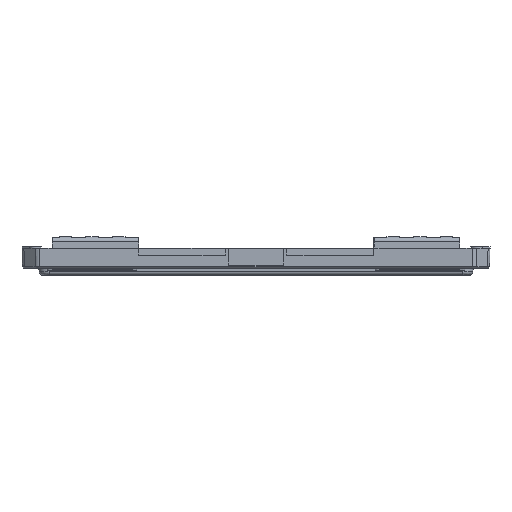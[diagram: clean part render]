
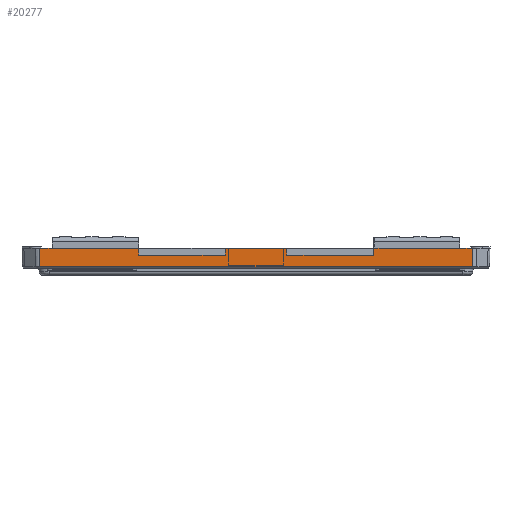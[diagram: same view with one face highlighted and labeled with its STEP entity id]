
A CAD part, left-side view. The second image highlights one B-rep face of the part: STEP entity #20277.
In plain terms, the highlighted planar face has unit normal (-1, 0, -0.018).
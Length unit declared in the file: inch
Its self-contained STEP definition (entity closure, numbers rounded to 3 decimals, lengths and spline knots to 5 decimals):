
#212 = VECTOR ( 'NONE', #9816, 39.37008 ) ;
#267 = VERTEX_POINT ( 'NONE', #11886 ) ;
#693 = CARTESIAN_POINT ( 'NONE',  ( -7.98, 1.15509, 1. ) ) ;
#726 = CARTESIAN_POINT ( 'NONE',  ( -7.97564, 4.4115, 0.75 ) ) ;
#961 = CARTESIAN_POINT ( 'NONE',  ( -7.98, 8.23, 1. ) ) ;
#1547 = CARTESIAN_POINT ( 'NONE',  ( -7.98, 7.6615, 1. ) ) ;
#1626 = VECTOR ( 'NONE', #7964, 39.37008 ) ;
#1653 = LINE ( 'NONE', #8806, #10628 ) ;
#1692 = VECTOR ( 'NONE', #14994, 39.37008 ) ;
#1814 = LINE ( 'NONE', #17672, #17187 ) ;
#2439 = VECTOR ( 'NONE', #4060, 39.37008 ) ;
#2829 = VECTOR ( 'NONE', #13768, 39.37008 ) ;
#3456 = VERTEX_POINT ( 'NONE', #10284 ) ;
#3713 = CARTESIAN_POINT ( 'NONE',  ( -7.98, 8.23, 1. ) ) ;
#3772 = DIRECTION ( 'NONE',  ( 0.017, 0.007, -1. ) ) ;
#3847 = EDGE_CURVE ( 'NONE', #3456, #21050, #19398, .T. ) ;
#4060 = DIRECTION ( 'NONE',  ( 0., 1., 0. ) ) ;
#4104 = DIRECTION ( 'NONE',  ( 0., 1., 0. ) ) ;
#4222 = LINE ( 'NONE', #20167, #5582 ) ;
#4314 = LINE ( 'NONE', #15107, #7833 ) ;
#5077 = LINE ( 'NONE', #12220, #15203 ) ;
#5114 = EDGE_CURVE ( 'NONE', #8243, #20415, #10903, .T. ) ;
#5430 = EDGE_CURVE ( 'NONE', #20156, #267, #1653, .T. ) ;
#5452 = VERTEX_POINT ( 'NONE', #693 ) ;
#5582 = VECTOR ( 'NONE', #4104, 39.37008 ) ;
#5777 = VECTOR ( 'NONE', #23026, 39.37008 ) ;
#5854 = CARTESIAN_POINT ( 'NONE',  ( -7.97835, -4.42287, 0.90532 ) ) ;
#6219 = CARTESIAN_POINT ( 'NONE',  ( -7.98, 8.23, 1. ) ) ;
#6227 = ORIENTED_EDGE ( 'NONE', *, *, #5114, .T. ) ;
#6375 = ORIENTED_EDGE ( 'NONE', *, *, #5430, .T. ) ;
#6615 = CARTESIAN_POINT ( 'NONE',  ( -7.98, 1.15509, 1. ) ) ;
#6732 = CARTESIAN_POINT ( 'NONE',  ( -7.98, 8.12646, 1. ) ) ;
#7025 = ORIENTED_EDGE ( 'NONE', *, *, #17842, .T. ) ;
#7492 = CARTESIAN_POINT ( 'NONE',  ( -7.96796, -8.12147, 0.30999 ) ) ;
#7515 = CARTESIAN_POINT ( 'NONE',  ( -7.98, 8.23, 1. ) ) ;
#7589 = CARTESIAN_POINT ( 'NONE',  ( -7.97564, 8.23, 0.75 ) ) ;
#7752 = VERTEX_POINT ( 'NONE', #18642 ) ;
#7829 = EDGE_CURVE ( 'NONE', #13811, #8243, #16519, .T. ) ;
#7833 = VECTOR ( 'NONE', #9697, 39.37008 ) ;
#7964 = DIRECTION ( 'NONE',  ( -0.017, 0., 1. ) ) ;
#8243 = VERTEX_POINT ( 'NONE', #726 ) ;
#8314 = PLANE ( 'NONE',  #12697 ) ;
#8806 = CARTESIAN_POINT ( 'NONE',  ( -7.97564, 8.23, 0.75 ) ) ;
#9697 = DIRECTION ( 'NONE',  ( -0.017, 0.017, 1. ) ) ;
#9816 = DIRECTION ( 'NONE',  ( 0., 1., 0. ) ) ;
#9926 = VERTEX_POINT ( 'NONE', #1547 ) ;
#10284 = CARTESIAN_POINT ( 'NONE',  ( -7.98, 8.12646, 1. ) ) ;
#10614 = DIRECTION ( 'NONE',  ( 0., 1., 0. ) ) ;
#10628 = VECTOR ( 'NONE', #23108, 39.37008 ) ;
#10688 = ORIENTED_EDGE ( 'NONE', *, *, #11890, .T. ) ;
#10701 = CARTESIAN_POINT ( 'NONE',  ( -7.98, -7.6515, 1. ) ) ;
#10903 = LINE ( 'NONE', #18188, #1626 ) ;
#11359 = CARTESIAN_POINT ( 'NONE',  ( -7.98, -4.42808, 1. ) ) ;
#11374 = CARTESIAN_POINT ( 'NONE',  ( -7.98, 4.4115, 1. ) ) ;
#11628 = VERTEX_POINT ( 'NONE', #19108 ) ;
#11886 = CARTESIAN_POINT ( 'NONE',  ( -7.97564, -1.15945, 0.75 ) ) ;
#11890 = EDGE_CURVE ( 'NONE', #267, #11628, #4314, .T. ) ;
#12220 = CARTESIAN_POINT ( 'NONE',  ( -7.97897, -8.12604, 0.94127 ) ) ;
#12330 = ORIENTED_EDGE ( 'NONE', *, *, #14114, .F. ) ;
#12428 = CARTESIAN_POINT ( 'NONE',  ( -7.97564, -4.41866, 0.75 ) ) ;
#12450 = ORIENTED_EDGE ( 'NONE', *, *, #20395, .T. ) ;
#12608 = VECTOR ( 'NONE', #16936, 39.37008 ) ;
#12697 = AXIS2_PLACEMENT_3D ( 'NONE', #6219, #17240, #20643 ) ;
#12822 = ORIENTED_EDGE ( 'NONE', *, *, #3847, .T. ) ;
#13115 = ORIENTED_EDGE ( 'NONE', *, *, #14834, .T. ) ;
#13367 = FACE_OUTER_BOUND ( 'NONE', #18847, .T. ) ;
#13681 = ORIENTED_EDGE ( 'NONE', *, *, #17166, .T. ) ;
#13768 = DIRECTION ( 'NONE',  ( 0.017, 0.017, -1. ) ) ;
#13811 = VERTEX_POINT ( 'NONE', #17695 ) ;
#13838 = EDGE_CURVE ( 'NONE', #11628, #5452, #16507, .T. ) ;
#14114 = EDGE_CURVE ( 'NONE', #14515, #22471, #5077, .T. ) ;
#14482 = VECTOR ( 'NONE', #18212, 39.37008 ) ;
#14515 = VERTEX_POINT ( 'NONE', #22034 ) ;
#14834 = EDGE_CURVE ( 'NONE', #9926, #3456, #22010, .T. ) ;
#14994 = DIRECTION ( 'NONE',  ( 0., 1., 0. ) ) ;
#15107 = CARTESIAN_POINT ( 'NONE',  ( -7.97564, -1.15945, 0.75 ) ) ;
#15203 = VECTOR ( 'NONE', #3772, 39.37008 ) ;
#15359 = VERTEX_POINT ( 'NONE', #10701 ) ;
#16146 = EDGE_CURVE ( 'NONE', #5452, #13811, #22685, .T. ) ;
#16302 = CARTESIAN_POINT ( 'NONE',  ( -7.98, -4.43241, 1. ) ) ;
#16507 = LINE ( 'NONE', #3713, #2439 ) ;
#16519 = LINE ( 'NONE', #7589, #1692 ) ;
#16936 = DIRECTION ( 'NONE',  ( 0., 1., 0. ) ) ;
#17003 = ORIENTED_EDGE ( 'NONE', *, *, #7829, .T. ) ;
#17166 = EDGE_CURVE ( 'NONE', #20415, #9926, #18087, .T. ) ;
#17187 = VECTOR ( 'NONE', #10614, 39.37008 ) ;
#17240 = DIRECTION ( 'NONE',  ( -1., 0., -0.017 ) ) ;
#17672 = CARTESIAN_POINT ( 'NONE',  ( -7.96796, 0.00003, 0.30999 ) ) ;
#17695 = CARTESIAN_POINT ( 'NONE',  ( -7.97564, 1.15945, 0.75 ) ) ;
#17842 = EDGE_CURVE ( 'NONE', #14515, #15359, #18693, .T. ) ;
#18087 = LINE ( 'NONE', #7515, #14482 ) ;
#18188 = CARTESIAN_POINT ( 'NONE',  ( -7.98, 4.4115, 1. ) ) ;
#18212 = DIRECTION ( 'NONE',  ( 0., 1., 0. ) ) ;
#18510 = CARTESIAN_POINT ( 'NONE',  ( -7.98, 8.23, 1. ) ) ;
#18642 = CARTESIAN_POINT ( 'NONE',  ( -7.98, -4.43241, 1. ) ) ;
#18693 = LINE ( 'NONE', #961, #12608 ) ;
#18847 = EDGE_LOOP ( 'NONE', ( #12450, #20660, #6375, #10688, #23198, #22114, #17003, #6227, #13681, #13115, #12822, #19606, #12330, #7025 ) ) ;
#19108 = CARTESIAN_POINT ( 'NONE',  ( -7.98, -1.15509, 1. ) ) ;
#19398 = LINE ( 'NONE', #6732, #5777 ) ;
#19488 = EDGE_CURVE ( 'NONE', #22471, #21050, #1814, .T. ) ;
#19606 = ORIENTED_EDGE ( 'NONE', *, *, #19488, .F. ) ;
#20036 = CARTESIAN_POINT ( 'NONE',  ( -7.97564, -4.41866, 0.75 ) ) ;
#20156 = VERTEX_POINT ( 'NONE', #12428 ) ;
#20167 = CARTESIAN_POINT ( 'NONE',  ( -7.98, 8.23, 1. ) ) ;
#20277 = ADVANCED_FACE ( 'NONE', ( #13367 ), #8314, .T. ) ;
#20395 = EDGE_CURVE ( 'NONE', #15359, #7752, #4222, .T. ) ;
#20415 = VERTEX_POINT ( 'NONE', #11374 ) ;
#20530 = CARTESIAN_POINT ( 'NONE',  ( -7.96796, 8.12147, 0.30999 ) ) ;
#20643 = DIRECTION ( 'NONE',  ( -0.017, 0., 1. ) ) ;
#20660 = ORIENTED_EDGE ( 'NONE', *, *, #21330, .T. ) ;
#21050 = VERTEX_POINT ( 'NONE', #20530 ) ;
#21330 = EDGE_CURVE ( 'NONE', #7752, #20156, #22919, .T. ) ;
#22010 = LINE ( 'NONE', #18510, #212 ) ;
#22034 = CARTESIAN_POINT ( 'NONE',  ( -7.98, -8.12646, 1. ) ) ;
#22114 = ORIENTED_EDGE ( 'NONE', *, *, #16146, .T. ) ;
#22471 = VERTEX_POINT ( 'NONE', #7492 ) ;
#22685 = LINE ( 'NONE', #6615, #2829 ) ;
#22919 =( BOUNDED_CURVE ( )  B_SPLINE_CURVE ( 3, ( #16302, #11359, #5854, #20036 ),
 .UNSPECIFIED., .F., .T. ) 
 B_SPLINE_CURVE_WITH_KNOTS ( ( 4, 4 ),
 ( 3.14205, 4.3601 ),
 .UNSPECIFIED. ) 
 CURVE ( )  GEOMETRIC_REPRESENTATION_ITEM ( )  RATIONAL_B_SPLINE_CURVE ( ( 1., 0.88, 0.88, 1. ) ) 
 REPRESENTATION_ITEM ( '' )  );
#23026 = DIRECTION ( 'NONE',  ( 0.017, -0.007, -1. ) ) ;
#23108 = DIRECTION ( 'NONE',  ( 0., 1., 0. ) ) ;
#23198 = ORIENTED_EDGE ( 'NONE', *, *, #13838, .T. ) ;
